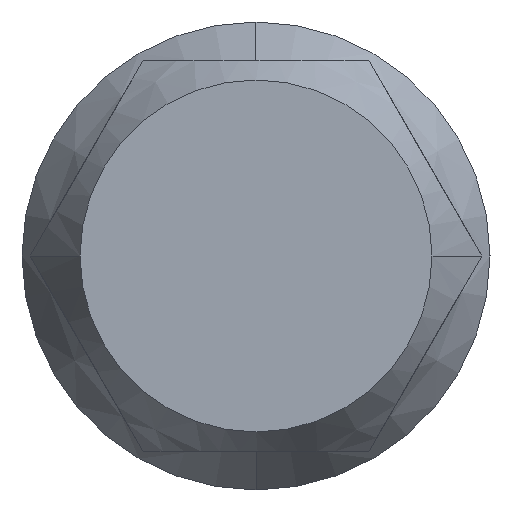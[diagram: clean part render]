
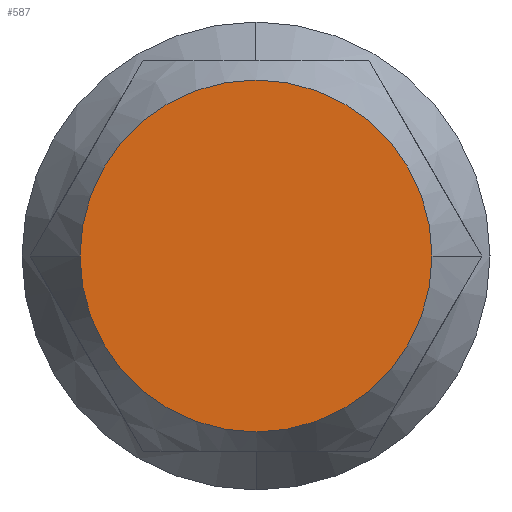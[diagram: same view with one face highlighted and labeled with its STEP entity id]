
A CAD part, front view. The second image highlights one B-rep face of the part: STEP entity #587.
In plain terms, the highlighted planar face has unit normal (0, -1, 0).
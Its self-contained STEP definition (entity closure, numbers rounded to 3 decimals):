
#64 = CIRCLE ( 'NONE', #2666, 2.858 ) ;
#102 = CARTESIAN_POINT ( 'NONE',  ( 0., 0., 0. ) ) ;
#196 = DIRECTION ( 'NONE',  ( -1., 0., 0. ) ) ;
#534 = DIRECTION ( 'NONE',  ( -1., 0., 0. ) ) ;
#565 = DIRECTION ( 'NONE',  ( 0., -1., 0. ) ) ;
#587 = ADVANCED_FACE ( 'Defeature ausgef�hrt2_16', ( #1935 ), #3054, .T. ) ;
#833 = EDGE_CURVE ( 'Defeature ausgef�hrt2_16+Defeature ausgef�hrt2_15+Defeature ausgef�hrt2_15+Defeature ausgef�hrt2_15', #4489, #2247, #64, .T. ) ;
#866 = AXIS2_PLACEMENT_3D ( 'NONE', #102, #1196, #534 ) ;
#1196 = DIRECTION ( 'NONE',  ( 0., -1., 0. ) ) ;
#1243 = CIRCLE ( 'NONE', #866, 2.858 ) ;
#1432 = CARTESIAN_POINT ( 'NONE',  ( 2.858, 0., 0. ) ) ;
#1935 = FACE_OUTER_BOUND ( 'NONE', #2442, .T. ) ;
#2247 = VERTEX_POINT ( 'NONE', #1432 ) ;
#2318 = CARTESIAN_POINT ( 'NONE',  ( -2.858, 0., 0. ) ) ;
#2442 = EDGE_LOOP ( 'NONE', ( #3199, #4475 ) ) ;
#2598 = CARTESIAN_POINT ( 'NONE',  ( 0., 0., 0. ) ) ;
#2666 = AXIS2_PLACEMENT_3D ( 'NONE', #2598, #2891, #3645 ) ;
#2891 = DIRECTION ( 'NONE',  ( 0., -1., 0. ) ) ;
#3054 = PLANE ( 'NONE',  #3926 ) ;
#3199 = ORIENTED_EDGE ( 'NONE', *, *, #3448, .T. ) ;
#3448 = EDGE_CURVE ( 'Defeature ausgef�hrt2_16+Defeature ausgef�hrt2_15+Defeature ausgef�hrt2_15+Defeature ausgef�hrt2_15', #2247, #4489, #1243, .T. ) ;
#3645 = DIRECTION ( 'NONE',  ( -1., 0., 0. ) ) ;
#3715 = CARTESIAN_POINT ( 'NONE',  ( 0., 0., 6.35 ) ) ;
#3926 = AXIS2_PLACEMENT_3D ( 'NONE', #3715, #565, #196 ) ;
#4475 = ORIENTED_EDGE ( 'NONE', *, *, #833, .T. ) ;
#4489 = VERTEX_POINT ( 'NONE', #2318 ) ;
